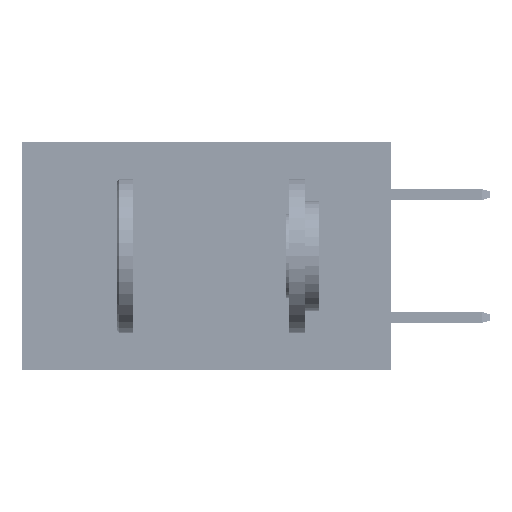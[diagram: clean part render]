
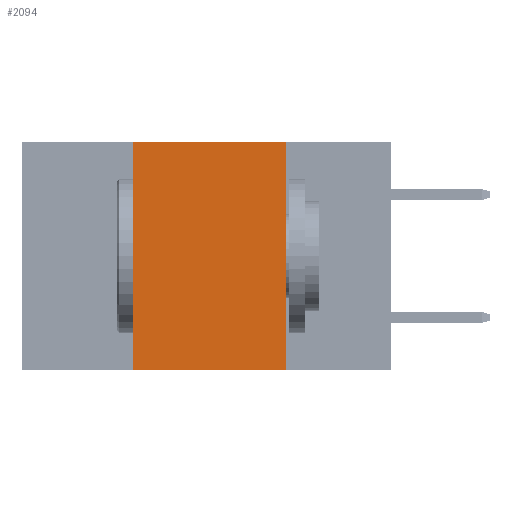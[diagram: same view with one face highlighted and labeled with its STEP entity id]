
A CAD part, left-side view. The second image highlights one B-rep face of the part: STEP entity #2094.
In plain terms, the highlighted planar face has unit normal (-1, 0, 0).
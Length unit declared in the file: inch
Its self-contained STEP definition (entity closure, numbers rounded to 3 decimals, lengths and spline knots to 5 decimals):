
#590 = VERTEX_POINT ( 'NONE', #24264 ) ;
#874 = DIRECTION ( 'NONE',  ( 0., 0., 1. ) ) ;
#1373 = AXIS2_PLACEMENT_3D ( 'NONE', #31815, #6384, #40185 ) ;
#2094 = ADVANCED_FACE ( 'NONE', ( #45066 ), #35766, .F. ) ;
#5329 = VERTEX_POINT ( 'NONE', #17503 ) ;
#6384 = DIRECTION ( 'NONE',  ( 1., 0., 0. ) ) ;
#12406 = CARTESIAN_POINT ( 'NONE',  ( 0., 0.42, -0.37 ) ) ;
#12544 = DIRECTION ( 'NONE',  ( 0., 0., -1. ) ) ;
#12701 = CARTESIAN_POINT ( 'NONE',  ( 0., 0.17, 0. ) ) ;
#13358 = CARTESIAN_POINT ( 'NONE',  ( 0., 0.6, -0.37 ) ) ;
#13558 = LINE ( 'NONE', #46131, #38317 ) ;
#14447 = LINE ( 'NONE', #13358, #39210 ) ;
#14729 = EDGE_LOOP ( 'NONE', ( #17330, #36307, #21099, #35320 ) ) ;
#15665 = LINE ( 'NONE', #12701, #21604 ) ;
#16237 = CARTESIAN_POINT ( 'NONE',  ( 0., 0.17, -0.37 ) ) ;
#17330 = ORIENTED_EDGE ( 'NONE', *, *, #34354, .F. ) ;
#17503 = CARTESIAN_POINT ( 'NONE',  ( 0., 0.42, 0. ) ) ;
#21099 = ORIENTED_EDGE ( 'NONE', *, *, #44922, .F. ) ;
#21604 = VECTOR ( 'NONE', #12544, 39.37008 ) ;
#22454 = DIRECTION ( 'NONE',  ( 0., -1., 0. ) ) ;
#24264 = CARTESIAN_POINT ( 'NONE',  ( 0., 0.17, 0. ) ) ;
#26132 = VECTOR ( 'NONE', #22454, 39.37008 ) ;
#31815 = CARTESIAN_POINT ( 'NONE',  ( 0., 0.6, 0. ) ) ;
#34354 = EDGE_CURVE ( 'NONE', #590, #46556, #15665, .T. ) ;
#34603 = EDGE_CURVE ( 'NONE', #37851, #46556, #14447, .T. ) ;
#34945 = LINE ( 'NONE', #36775, #26132 ) ;
#35320 = ORIENTED_EDGE ( 'NONE', *, *, #34603, .T. ) ;
#35766 = PLANE ( 'NONE',  #1373 ) ;
#36307 = ORIENTED_EDGE ( 'NONE', *, *, #36957, .F. ) ;
#36775 = CARTESIAN_POINT ( 'NONE',  ( 0., 0.6, 0. ) ) ;
#36957 = EDGE_CURVE ( 'NONE', #5329, #590, #34945, .T. ) ;
#37851 = VERTEX_POINT ( 'NONE', #12406 ) ;
#38317 = VECTOR ( 'NONE', #874, 39.37008 ) ;
#39210 = VECTOR ( 'NONE', #43494, 39.37008 ) ;
#40185 = DIRECTION ( 'NONE',  ( 0., 0., -1. ) ) ;
#43494 = DIRECTION ( 'NONE',  ( 0., -1., 0. ) ) ;
#44922 = EDGE_CURVE ( 'NONE', #37851, #5329, #13558, .T. ) ;
#45066 = FACE_OUTER_BOUND ( 'NONE', #14729, .T. ) ;
#46131 = CARTESIAN_POINT ( 'NONE',  ( 0., 0.42, 0. ) ) ;
#46556 = VERTEX_POINT ( 'NONE', #16237 ) ;
